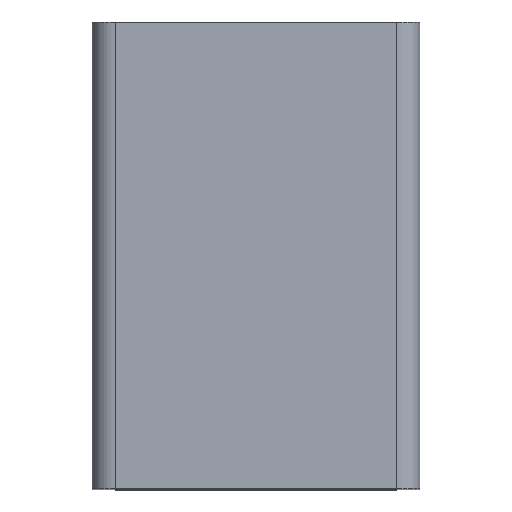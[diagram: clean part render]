
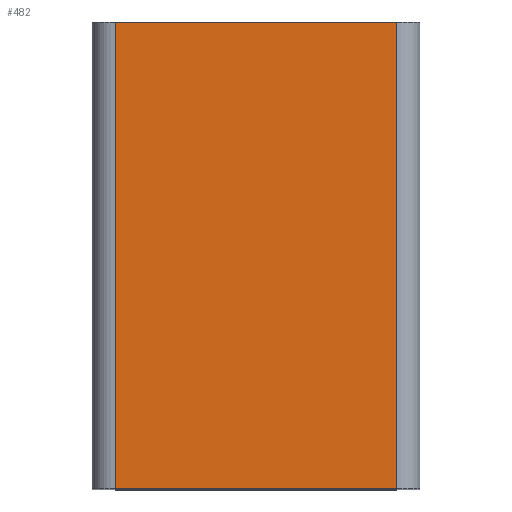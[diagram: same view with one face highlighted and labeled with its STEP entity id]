
A CAD part, top view. The second image highlights one B-rep face of the part: STEP entity #482.
In plain terms, the highlighted planar face has unit normal (0, 0, 1).
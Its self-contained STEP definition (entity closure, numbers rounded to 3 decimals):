
#314=CARTESIAN_POINT('',(60.25,-3.0,174.5));
#315=VERTEX_POINT('',#314);
#323=CARTESIAN_POINT('',(-60.25,-3.0,174.5));
#324=VERTEX_POINT('',#323);
#325=CARTESIAN_POINT('',(60.25,-3.0,174.5));
#326=DIRECTION('',(-1.0,0.0,0.0));
#327=VECTOR('',#326,120.5);
#328=LINE('',#325,#327);
#329=EDGE_CURVE('',#315,#324,#328,.T.);
#441=CARTESIAN_POINT('',(60.25,197.0,174.5));
#442=VERTEX_POINT('',#441);
#450=CARTESIAN_POINT('',(60.25,197.0,174.5));
#451=DIRECTION('',(0.0,-1.0,0.0));
#452=VECTOR('',#451,200.0);
#453=LINE('',#450,#452);
#454=EDGE_CURVE('',#442,#315,#453,.T.);
#459=CARTESIAN_POINT('',(-70.25,0.0,174.5));
#460=DIRECTION('',(0.0,0.0,1.0));
#461=DIRECTION('',(1.0,0.0,0.0));
#462=AXIS2_PLACEMENT_3D('',#459,#460,#461);
#463=PLANE('',#462);
#464=ORIENTED_EDGE('',*,*,#454,.F.);
#465=CARTESIAN_POINT('',(-60.25,197.0,174.5));
#466=VERTEX_POINT('',#465);
#467=CARTESIAN_POINT('',(-60.25,197.0,174.5));
#468=DIRECTION('',(1.0,0.0,0.0));
#469=VECTOR('',#468,120.5);
#470=LINE('',#467,#469);
#471=EDGE_CURVE('',#466,#442,#470,.T.);
#472=ORIENTED_EDGE('',*,*,#471,.F.);
#473=CARTESIAN_POINT('',(-60.25,-3.0,174.5));
#474=DIRECTION('',(0.0,1.0,0.0));
#475=VECTOR('',#474,200.0);
#476=LINE('',#473,#475);
#477=EDGE_CURVE('',#324,#466,#476,.T.);
#478=ORIENTED_EDGE('',*,*,#477,.F.);
#479=ORIENTED_EDGE('',*,*,#329,.F.);
#480=EDGE_LOOP('',(#464,#472,#478,#479));
#481=FACE_OUTER_BOUND('',#480,.T.);
#482=ADVANCED_FACE('',(#481),#463,.T.);
